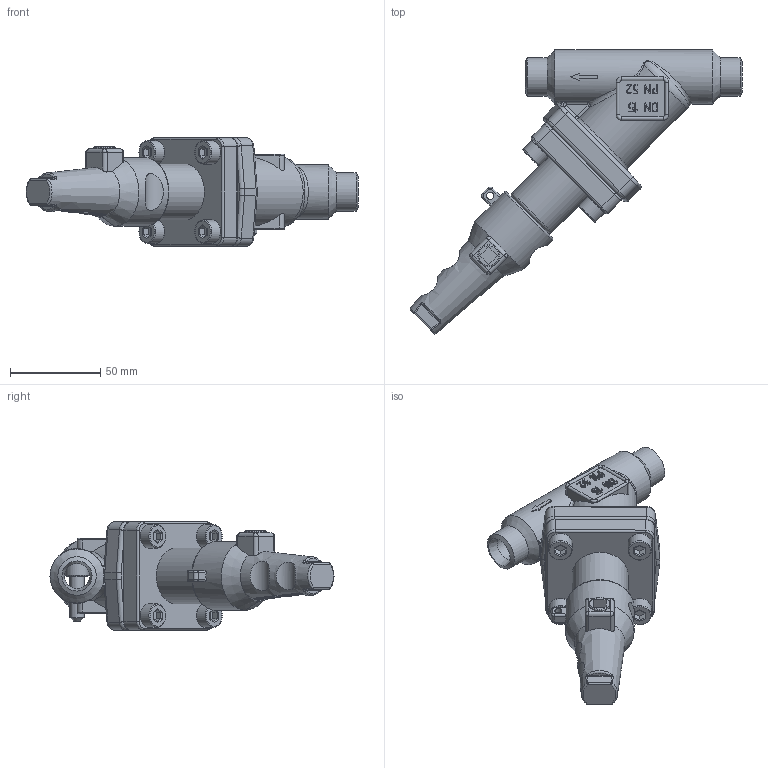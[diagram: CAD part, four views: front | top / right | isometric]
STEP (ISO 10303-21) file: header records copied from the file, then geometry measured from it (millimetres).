
FILE_DESCRIPTION(('TFLEX Exchange Step'),'2;1');
FILE_NAME('148B1015R.stp', '2024-09-02T15:46:09+03:00',('RUCO2978'),('Unknown organisation'),'TFLEX Exchange 2022.1','T-FLEX CAD','Unknown authorisation');
FILE_SCHEMA( ('AP242_MANAGED_MODEL_BASED_3D_ENGINEERING_MIM_LF {1 0 10303 442 1 1 4 }') );
Length unit declared in the file: millimetre
Products named in the file (5): Колпачек 15-25; Крышка SVA REG 15:9; Крышка SVA REG 15:8; Крышка SVA REG 15; Клапан SVA REG 15 D STR
Assembly tree (10 placements, depth 3):
  Клапан SVA REG 15 D STR
    Крышка SVA REG 15
      Колпачек 15-25
      Крышка SVA REG 15:9  x4
      Крышка SVA REG 15:8  x4
Bounding box: 183.99 x 157.42 x 60 mm (x, y, z)
Volume: 239405.7 mm3; surface area: 69056.9 mm2
Topology: 13 solids, 14 shells, 759 faces, 1929 edges, 1225 vertices
Faces by surface type: plane 345, bspline 166, cylinder 163, torus 48, cone 22, sphere 15
Full cylindrical faces by diameter (mm): 4 x1, 8 x13, 12 x1, 13 x5, 13.9 x1, 21.3 x2, 28 x2, 30 x1, 31 x1, 38 x1
Entity records: 27949 total; most frequent: CARTESIAN_POINT 12046, ORIENTED_EDGE 3452, DIRECTION 2768, EDGE_CURVE 1726, VERTEX_POINT 1105, VECTOR 964, LINE 964, AXIS2_PLACEMENT_3D 902
